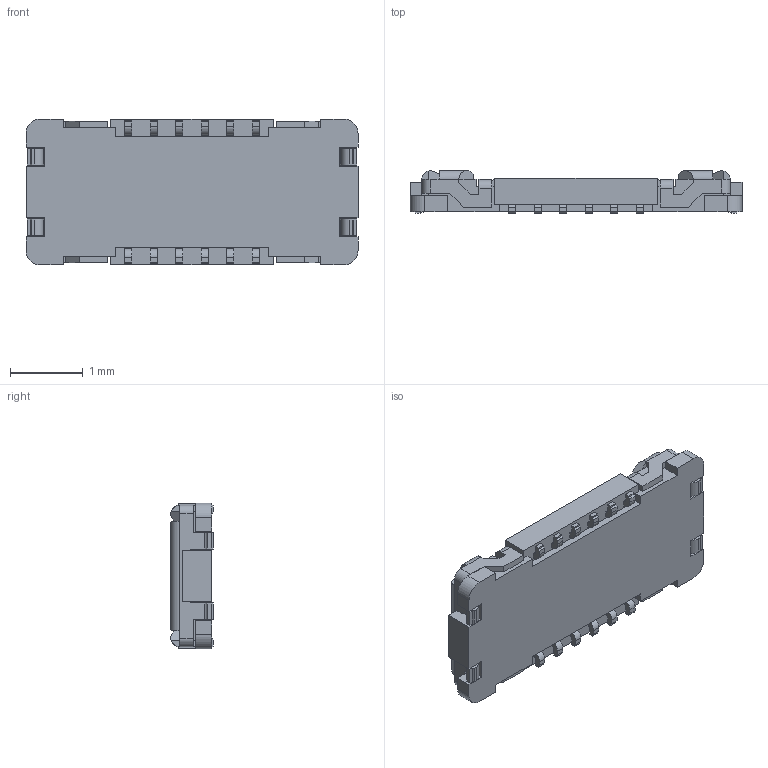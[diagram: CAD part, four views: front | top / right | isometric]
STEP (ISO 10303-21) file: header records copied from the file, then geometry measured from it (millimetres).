
FILE_DESCRIPTION((''),'2;1');
FILE_NAME('5050661222','2019-03-29T',('gga'),(''),'PRO/ENGINEER BY PARAMETRIC TECHNOLOGY CORPORATION, 2016010','PRO/ENGINEER BY PARAMETRIC TECHNOLOGY CORPORATION, 2016010','');
FILE_SCHEMA(('CONFIG_CONTROL_DESIGN'));
Length unit declared in the file: millimetre
Products named in the file (1): 5050661222
Bounding box: 4.55 x 0.58 x 2 mm (x, y, z)
Volume: 2.9 mm3; surface area: 34.8 mm2
Topology: 1 solids, 1 shells, 505 faces, 1450 edges, 980 vertices
Faces by surface type: plane 417, cylinder 88
Entity records: 16290 total; most frequent: CARTESIAN_POINT 2947, ORIENTED_EDGE 2772, DIRECTION 2598, EDGE_CURVE 1386, VECTOR 1266, LINE 1266, VERTEX_POINT 916, AXIS2_PLACEMENT_3D 666
